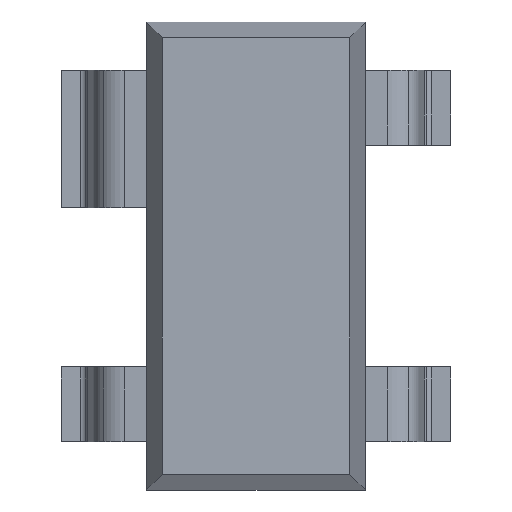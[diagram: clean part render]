
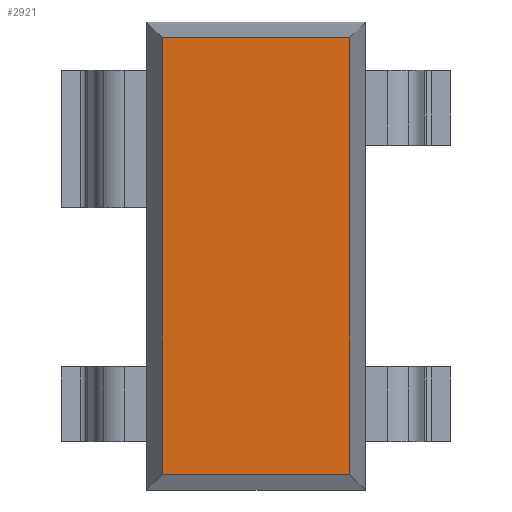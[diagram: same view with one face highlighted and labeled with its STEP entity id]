
A CAD part, top view. The second image highlights one B-rep face of the part: STEP entity #2921.
In plain terms, the highlighted planar face has unit normal (0, 0, 1).
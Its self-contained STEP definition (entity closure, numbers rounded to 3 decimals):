
#2858=CARTESIAN_POINT('',(0.6,1.4,1.1));
#2859=VERTEX_POINT('',#2858);
#2874=CARTESIAN_POINT('',(-0.6,1.4,1.1));
#2875=VERTEX_POINT('',#2874);
#2882=CARTESIAN_POINT('',(-0.6,1.4,1.1));
#2883=DIRECTION('',(1.0,0.0,0.0));
#2884=VECTOR('',#2883,1.2);
#2885=LINE('',#2882,#2884);
#2886=EDGE_CURVE('',#2875,#2859,#2885,.T.);
#2891=CARTESIAN_POINT('',(0.,0.,1.1));
#2892=DIRECTION('',(0.0,0.0,1.0));
#2893=DIRECTION('',(0.0,-1.0,0.0));
#2894=AXIS2_PLACEMENT_3D('',#2891,#2892,#2893);
#2895=PLANE('',#2894);
#2896=ORIENTED_EDGE('',*,*,#2886,.F.);
#2897=CARTESIAN_POINT('',(-0.6,-1.4,1.1));
#2898=VERTEX_POINT('',#2897);
#2899=CARTESIAN_POINT('',(-0.6,-1.4,1.1));
#2900=DIRECTION('',(0.0,1.0,0.0));
#2901=VECTOR('',#2900,2.8);
#2902=LINE('',#2899,#2901);
#2903=EDGE_CURVE('',#2898,#2875,#2902,.T.);
#2904=ORIENTED_EDGE('',*,*,#2903,.F.);
#2905=CARTESIAN_POINT('',(0.6,-1.4,1.1));
#2906=VERTEX_POINT('',#2905);
#2907=CARTESIAN_POINT('',(0.6,-1.4,1.1));
#2908=DIRECTION('',(-1.0,0.0,0.0));
#2909=VECTOR('',#2908,1.2);
#2910=LINE('',#2907,#2909);
#2911=EDGE_CURVE('',#2906,#2898,#2910,.T.);
#2912=ORIENTED_EDGE('',*,*,#2911,.F.);
#2913=CARTESIAN_POINT('',(0.6,1.4,1.1));
#2914=DIRECTION('',(0.0,-1.0,0.0));
#2915=VECTOR('',#2914,2.8);
#2916=LINE('',#2913,#2915);
#2917=EDGE_CURVE('',#2859,#2906,#2916,.T.);
#2918=ORIENTED_EDGE('',*,*,#2917,.F.);
#2919=EDGE_LOOP('',(#2896,#2904,#2912,#2918));
#2920=FACE_OUTER_BOUND('',#2919,.T.);
#2921=ADVANCED_FACE('',(#2920),#2895,.T.);
